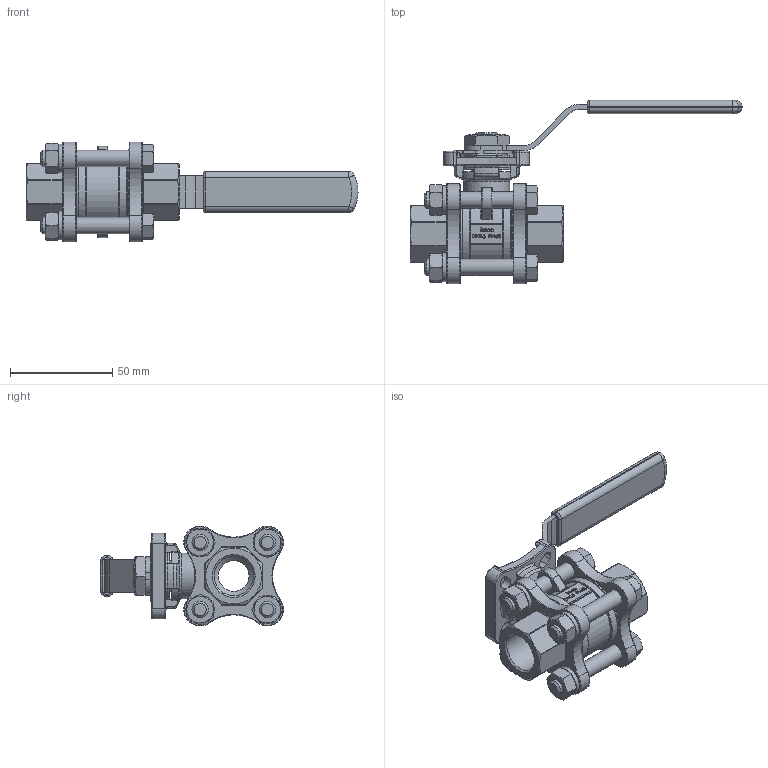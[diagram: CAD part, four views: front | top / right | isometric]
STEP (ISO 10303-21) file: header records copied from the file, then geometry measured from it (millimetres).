
FILE_DESCRIPTION (( 'STEP AP214' ), '1' );
FILE_NAME ('K3-012-PIG-4 Kugelhahn 2311.STEP', '2023-11-14T11:52:08', ( '' ), ( '' ), 'SwSTEP 2.0', 'SolidWorks 2019', '' );
FILE_SCHEMA (( 'AUTOMOTIVE_DESIGN' ));
Length unit declared in the file: millimetre
Products named in the file (1): K3-012-PIG-4 Kugelhahn 2311
Bounding box: 162.5 x 89.74 x 48.87 mm (x, y, z)
Volume: 100085.9 mm3; surface area: 40182.1 mm2
Topology: 1 solids, 1 shells, 1091 faces, 2757 edges, 1732 vertices
Faces by surface type: plane 437, bspline 215, cylinder 214, torus 129, cone 92, sphere 4
Full cylindrical faces by diameter (mm): 8 x8, 8.3 x10, 14 x4, 15 x2, 19 x1, 19.235 x2, 22.5 x1, 25 x2, 26 x1, 37 x4
Entity records: 47906 total; most frequent: CARTESIAN_POINT 19444, ORIENTED_EDGE 5356, DIRECTION 4501, EDGE_CURVE 2678, VERTEX_POINT 1711, AXIS2_PLACEMENT_3D 1622, LINE 1257, VECTOR 1257
